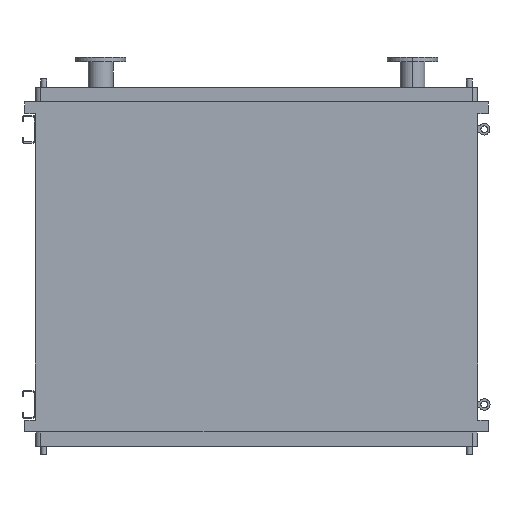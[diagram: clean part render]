
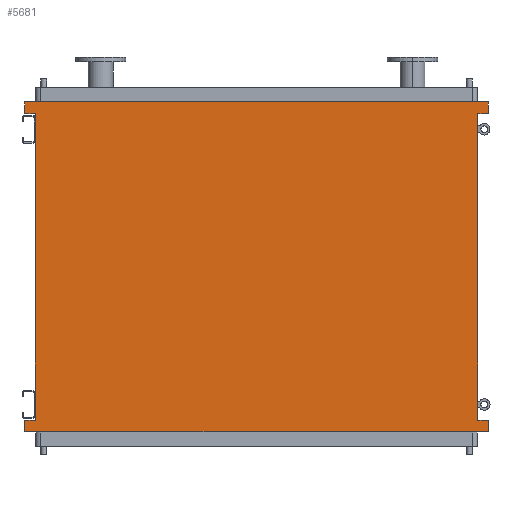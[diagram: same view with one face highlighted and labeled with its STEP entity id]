
A CAD part, front view. The second image highlights one B-rep face of the part: STEP entity #5681.
In plain terms, the highlighted planar face has unit normal (0, -1, 0).
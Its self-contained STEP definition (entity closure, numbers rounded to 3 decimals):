
#70 = CARTESIAN_POINT ( 'NONE',  ( -965., 0., 43. ) ) ;
#141 = VECTOR ( 'NONE', #4329, 1000. ) ;
#169 = ORIENTED_EDGE ( 'NONE', *, *, #2346, .F. ) ;
#282 = VECTOR ( 'NONE', #1665, 1000. ) ;
#285 = LINE ( 'NONE', #6575, #1735 ) ;
#375 = VECTOR ( 'NONE', #2199, 1000. ) ;
#423 = LINE ( 'NONE', #4209, #3897 ) ;
#462 = CARTESIAN_POINT ( 'NONE',  ( -1011., 0., 43. ) ) ;
#549 = CARTESIAN_POINT ( 'NONE',  ( -1011., 0., 43. ) ) ;
#644 = VECTOR ( 'NONE', #4007, 1000. ) ;
#757 = EDGE_CURVE ( 'NONE', #8121, #5514, #6084, .T. ) ;
#819 = DIRECTION ( 'NONE',  ( 0., 0., -1. ) ) ;
#912 = CARTESIAN_POINT ( 'NONE',  ( 965., 0., -1293. ) ) ;
#989 = ORIENTED_EDGE ( 'NONE', *, *, #3795, .T. ) ;
#1071 = EDGE_CURVE ( 'NONE', #6743, #6431, #5945, .T. ) ;
#1081 = VECTOR ( 'NONE', #2446, 1000. ) ;
#1282 = CARTESIAN_POINT ( 'NONE',  ( 965., 0., 43. ) ) ;
#1417 = EDGE_CURVE ( 'NONE', #6431, #2274, #7264, .T. ) ;
#1487 = EDGE_CURVE ( 'NONE', #3612, #6965, #2849, .T. ) ;
#1623 = ORIENTED_EDGE ( 'NONE', *, *, #1487, .F. ) ;
#1665 = DIRECTION ( 'NONE',  ( -1., 0., 0. ) ) ;
#1679 = CARTESIAN_POINT ( 'NONE',  ( -965., 0., -1293. ) ) ;
#1735 = VECTOR ( 'NONE', #4784, 1000. ) ;
#1755 = EDGE_CURVE ( 'NONE', #6965, #8121, #5832, .T. ) ;
#1776 = CARTESIAN_POINT ( 'NONE',  ( -1011., 0., -1345. ) ) ;
#1932 = VERTEX_POINT ( 'NONE', #549 ) ;
#2121 = DIRECTION ( 'NONE',  ( -1., 0., 0. ) ) ;
#2199 = DIRECTION ( 'NONE',  ( 1., 0., 0. ) ) ;
#2274 = VERTEX_POINT ( 'NONE', #5330 ) ;
#2346 = EDGE_CURVE ( 'NONE', #7225, #5586, #4916, .T. ) ;
#2446 = DIRECTION ( 'NONE',  ( 0., 0., 1. ) ) ;
#2553 = CARTESIAN_POINT ( 'NONE',  ( 1011., 0., 43. ) ) ;
#2705 = VECTOR ( 'NONE', #3609, 1000. ) ;
#2849 = LINE ( 'NONE', #2926, #5432 ) ;
#2905 = VECTOR ( 'NONE', #6141, 1000. ) ;
#2926 = CARTESIAN_POINT ( 'NONE',  ( 1011., 0., 95. ) ) ;
#3230 = PLANE ( 'NONE',  #3749 ) ;
#3486 = ORIENTED_EDGE ( 'NONE', *, *, #1071, .F. ) ;
#3555 = DIRECTION ( 'NONE',  ( 1., 0., 0. ) ) ;
#3588 = CARTESIAN_POINT ( 'NONE',  ( 1011., 0., -1293. ) ) ;
#3609 = DIRECTION ( 'NONE',  ( 1., 0., 0. ) ) ;
#3612 = VERTEX_POINT ( 'NONE', #8036 ) ;
#3629 = DIRECTION ( 'NONE',  ( -1., 0., 0. ) ) ;
#3641 = EDGE_CURVE ( 'NONE', #1932, #3612, #285, .T. ) ;
#3685 = CARTESIAN_POINT ( 'NONE',  ( -1011., 0., -1293. ) ) ;
#3741 = ORIENTED_EDGE ( 'NONE', *, *, #1755, .F. ) ;
#3749 = AXIS2_PLACEMENT_3D ( 'NONE', #3978, #6524, #819 ) ;
#3795 = EDGE_CURVE ( 'NONE', #6743, #5514, #6900, .T. ) ;
#3897 = VECTOR ( 'NONE', #3629, 1000. ) ;
#3978 = CARTESIAN_POINT ( 'NONE',  ( -965., 0., -1250. ) ) ;
#3985 = EDGE_LOOP ( 'NONE', ( #989, #5759, #3741, #1623, #5818, #7816, #169, #5889, #5134, #6637, #5337, #3486 ) ) ;
#4007 = DIRECTION ( 'NONE',  ( 0., 0., -1. ) ) ;
#4110 = CARTESIAN_POINT ( 'NONE',  ( 965., 0., -1293. ) ) ;
#4175 = CARTESIAN_POINT ( 'NONE',  ( 965., 0., 43. ) ) ;
#4209 = CARTESIAN_POINT ( 'NONE',  ( 1011., 0., -1345. ) ) ;
#4266 = CARTESIAN_POINT ( 'NONE',  ( 1011., 0., -1293. ) ) ;
#4329 = DIRECTION ( 'NONE',  ( 0., 0., 1. ) ) ;
#4665 = EDGE_CURVE ( 'NONE', #7845, #7935, #7492, .T. ) ;
#4779 = LINE ( 'NONE', #6103, #2705 ) ;
#4784 = DIRECTION ( 'NONE',  ( 0., 0., 1. ) ) ;
#4916 = LINE ( 'NONE', #7576, #7316 ) ;
#5134 = ORIENTED_EDGE ( 'NONE', *, *, #4665, .F. ) ;
#5270 = FACE_OUTER_BOUND ( 'NONE', #3985, .T. ) ;
#5324 = EDGE_CURVE ( 'NONE', #5586, #1932, #5412, .T. ) ;
#5330 = CARTESIAN_POINT ( 'NONE',  ( 1011., 0., -1345. ) ) ;
#5337 = ORIENTED_EDGE ( 'NONE', *, *, #1417, .F. ) ;
#5412 = LINE ( 'NONE', #462, #282 ) ;
#5432 = VECTOR ( 'NONE', #3555, 1000. ) ;
#5514 = VERTEX_POINT ( 'NONE', #1282 ) ;
#5586 = VERTEX_POINT ( 'NONE', #70 ) ;
#5674 = CARTESIAN_POINT ( 'NONE',  ( 1011., 0., 95. ) ) ;
#5681 = ADVANCED_FACE ( 'NONE', ( #5270 ), #3230, .T. ) ;
#5759 = ORIENTED_EDGE ( 'NONE', *, *, #757, .F. ) ;
#5818 = ORIENTED_EDGE ( 'NONE', *, *, #3641, .F. ) ;
#5832 = LINE ( 'NONE', #7086, #644 ) ;
#5889 = ORIENTED_EDGE ( 'NONE', *, *, #7715, .F. ) ;
#5945 = LINE ( 'NONE', #912, #375 ) ;
#6084 = LINE ( 'NONE', #4175, #7422 ) ;
#6103 = CARTESIAN_POINT ( 'NONE',  ( -1011., 0., -1293. ) ) ;
#6141 = DIRECTION ( 'NONE',  ( 0., 0., -1. ) ) ;
#6166 = DIRECTION ( 'NONE',  ( 0., 0., 1. ) ) ;
#6318 = CARTESIAN_POINT ( 'NONE',  ( 965., 0., -1250. ) ) ;
#6431 = VERTEX_POINT ( 'NONE', #3588 ) ;
#6524 = DIRECTION ( 'NONE',  ( 0., -1., 0. ) ) ;
#6575 = CARTESIAN_POINT ( 'NONE',  ( -1011., 0., 95. ) ) ;
#6637 = ORIENTED_EDGE ( 'NONE', *, *, #7520, .F. ) ;
#6743 = VERTEX_POINT ( 'NONE', #4110 ) ;
#6900 = LINE ( 'NONE', #6318, #1081 ) ;
#6965 = VERTEX_POINT ( 'NONE', #5674 ) ;
#7086 = CARTESIAN_POINT ( 'NONE',  ( 1011., 0., 43. ) ) ;
#7225 = VERTEX_POINT ( 'NONE', #1679 ) ;
#7264 = LINE ( 'NONE', #4266, #2905 ) ;
#7316 = VECTOR ( 'NONE', #6166, 1000. ) ;
#7363 = CARTESIAN_POINT ( 'NONE',  ( -1011., 0., -1345. ) ) ;
#7422 = VECTOR ( 'NONE', #2121, 1000. ) ;
#7492 = LINE ( 'NONE', #1776, #141 ) ;
#7520 = EDGE_CURVE ( 'NONE', #2274, #7845, #423, .T. ) ;
#7576 = CARTESIAN_POINT ( 'NONE',  ( -965., 0., -1250. ) ) ;
#7715 = EDGE_CURVE ( 'NONE', #7935, #7225, #4779, .T. ) ;
#7816 = ORIENTED_EDGE ( 'NONE', *, *, #5324, .F. ) ;
#7845 = VERTEX_POINT ( 'NONE', #7363 ) ;
#7935 = VERTEX_POINT ( 'NONE', #3685 ) ;
#8036 = CARTESIAN_POINT ( 'NONE',  ( -1011., 0., 95. ) ) ;
#8121 = VERTEX_POINT ( 'NONE', #2553 ) ;
